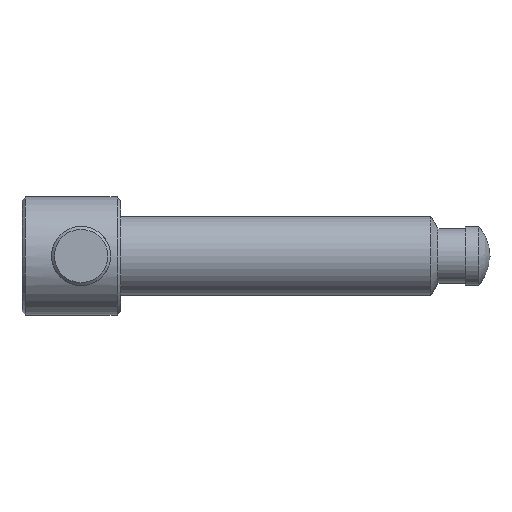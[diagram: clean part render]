
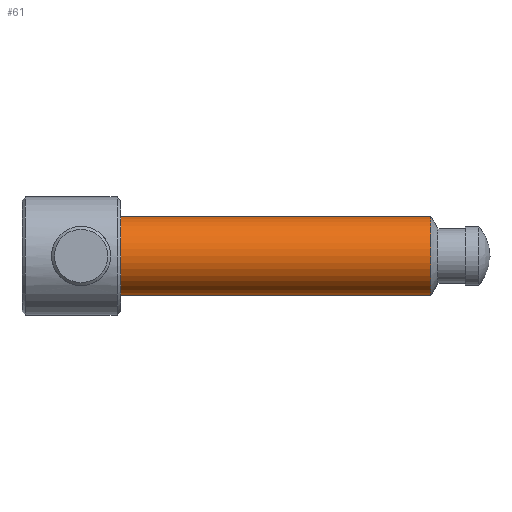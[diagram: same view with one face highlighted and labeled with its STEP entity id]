
A CAD part, left-side view. The second image highlights one B-rep face of the part: STEP entity #61.
In plain terms, the highlighted cylindrical face has radius 8 mm (diameter 16 mm), a full revolution.
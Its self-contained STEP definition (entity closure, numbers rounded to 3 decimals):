
#61 = ADVANCED_FACE( '', ( #129, #130 ), #131, .T. );
#129 = FACE_OUTER_BOUND( '', #203, .T. );
#130 = FACE_OUTER_BOUND( '', #204, .T. );
#131 = CYLINDRICAL_SURFACE( '', #205, 8. );
#203 = EDGE_LOOP( '', ( #291 ) );
#204 = EDGE_LOOP( '', ( #292 ) );
#205 = AXIS2_PLACEMENT_3D( '', #293, #294, #295 );
#291 = ORIENTED_EDGE( '', *, *, #355, .F. );
#292 = ORIENTED_EDGE( '', *, *, #350, .T. );
#293 = CARTESIAN_POINT( '', ( 0., 0., 0. ) );
#294 = DIRECTION( '', ( 0., 1., 0. ) );
#295 = DIRECTION( '', ( 0., 0., -1. ) );
#350 = EDGE_CURVE( '', #391, #391, #392, .T. );
#355 = EDGE_CURVE( '', #399, #399, #400, .T. );
#391 = VERTEX_POINT( '', #440 );
#392 = CIRCLE( '', #441, 8. );
#399 = VERTEX_POINT( '', #448 );
#400 = CIRCLE( '', #449, 8. );
#440 = CARTESIAN_POINT( '', ( 0., 75., -8. ) );
#441 = AXIS2_PLACEMENT_3D( '', #658, #659, #660 );
#448 = CARTESIAN_POINT( '', ( 0., 12., -8. ) );
#449 = AXIS2_PLACEMENT_3D( '', #667, #668, #669 );
#658 = CARTESIAN_POINT( '', ( 0., 75., 0. ) );
#659 = DIRECTION( '', ( 0., -1., 0. ) );
#660 = DIRECTION( '', ( 0., 0., -1. ) );
#667 = CARTESIAN_POINT( '', ( 0., 12., 0. ) );
#668 = DIRECTION( '', ( 0., -1., 0. ) );
#669 = DIRECTION( '', ( 0., 0., -1. ) );
